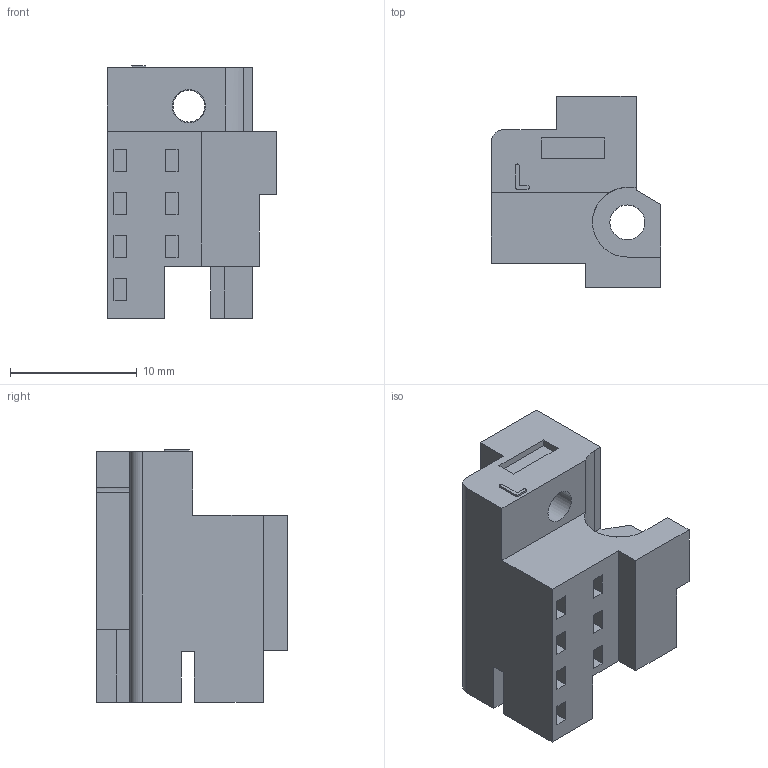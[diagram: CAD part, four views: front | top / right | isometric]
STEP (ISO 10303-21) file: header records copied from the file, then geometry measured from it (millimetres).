
FILE_DESCRIPTION(/* description */ (''),/* implementation_level */ '2;1');
FILE_NAME(/* name */ '100122632ugm000_b.stp',/* time_stamp */ '2016-09-28T11:31:34+02:00',/* author */ (''),/* organization */ (''),/* preprocessor_version */ 'ST-DEVELOPER v16',/* originating_system */ 'SIEMENS PLM Software NX 10.0',/* authorisation */ '');
FILE_SCHEMA (('AUTOMOTIVE_DESIGN { 1 0 10303 214 3 1 1 1 }'));
Length unit declared in the file: millimetre
Products named in the file (1): 100122632ugm000_b
Bounding box: 13.4 x 15.07 x 19.95 mm (x, y, z)
Volume: 1814.9 mm3; surface area: 1632.5 mm2
Topology: 1 solids, 1 shells, 91 faces, 238 edges, 158 vertices
Faces by surface type: plane 82, cylinder 9
Full cylindrical faces by diameter (mm): 2.5 x1, 2.63 x2, 2.75 x1
Entity records: 2810 total; most frequent: CARTESIAN_POINT 484, ORIENTED_EDGE 468, DIRECTION 439, EDGE_CURVE 234, LINE 213, VECTOR 213, VERTEX_POINT 158, AXIS2_PLACEMENT_3D 113
